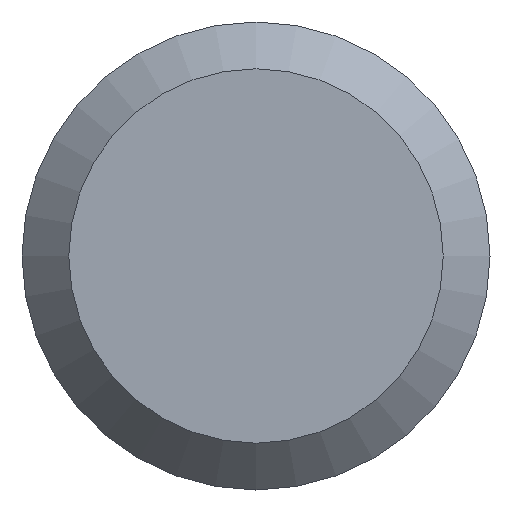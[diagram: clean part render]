
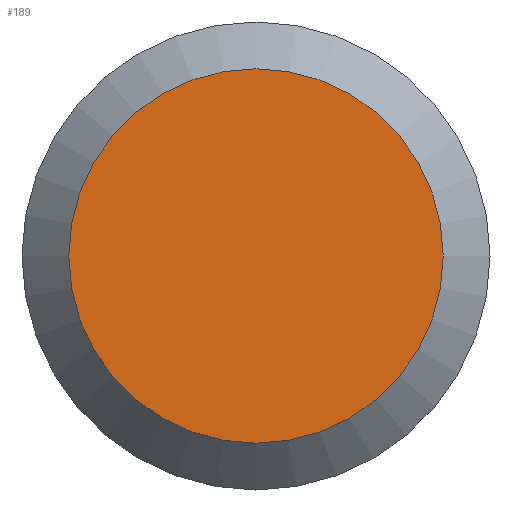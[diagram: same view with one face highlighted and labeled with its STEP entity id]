
A CAD part, left-side view. The second image highlights one B-rep face of the part: STEP entity #189.
In plain terms, the highlighted planar face has unit normal (-1, 0, 0).
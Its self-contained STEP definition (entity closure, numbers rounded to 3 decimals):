
#8 = DIRECTION ( 'NONE',  ( -1., 0., 0. ) ) ;
#31 = DIRECTION ( 'NONE',  ( 0., 0., -1. ) ) ;
#37 = CARTESIAN_POINT ( 'NONE',  ( 0., 3.85, 0. ) ) ;
#46 = DIRECTION ( 'NONE',  ( 0., 0., -1. ) ) ;
#51 = CARTESIAN_POINT ( 'NONE',  ( 0., 0., 0. ) ) ;
#57 = CIRCLE ( 'NONE', #165, 3.08 ) ;
#64 = FACE_OUTER_BOUND ( 'NONE', #72, .T. ) ;
#72 = EDGE_LOOP ( 'NONE', ( #186 ) ) ;
#77 = DIRECTION ( 'NONE',  ( 1., 0., 0. ) ) ;
#88 = PLANE ( 'NONE',  #131 ) ;
#131 = AXIS2_PLACEMENT_3D ( 'NONE', #37, #77, #46 ) ;
#157 = EDGE_CURVE ( 'NONE', #207, #207, #57, .T. ) ;
#165 = AXIS2_PLACEMENT_3D ( 'NONE', #51, #8, #31 ) ;
#186 = ORIENTED_EDGE ( 'NONE', *, *, #157, .T. ) ;
#189 = ADVANCED_FACE ( 'NONE', ( #64 ), #88, .F. ) ;
#204 = CARTESIAN_POINT ( 'NONE',  ( 0., 0., -3.08 ) ) ;
#207 = VERTEX_POINT ( 'NONE', #204 ) ;
